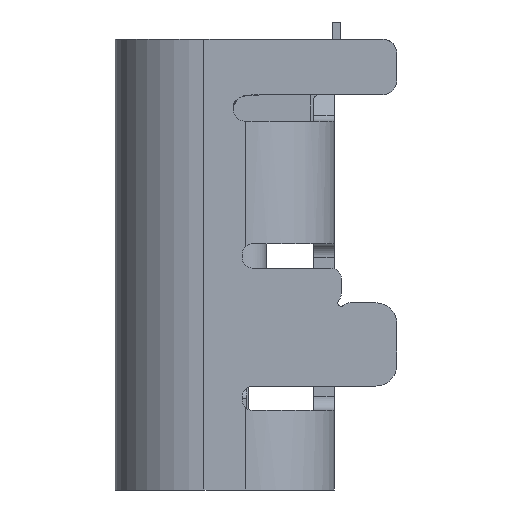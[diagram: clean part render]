
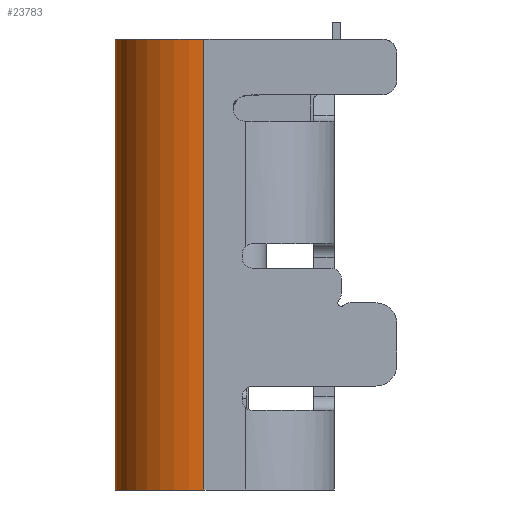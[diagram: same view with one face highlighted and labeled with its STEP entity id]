
A CAD part, left-side view. The second image highlights one B-rep face of the part: STEP entity #23783.
In plain terms, the highlighted cylindrical face has radius 1.28 mm (diameter 2.56 mm), a partial arc.
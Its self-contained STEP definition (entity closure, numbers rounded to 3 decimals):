
#1197 = EDGE_CURVE ( 'NONE', #6582, #31931, #14305, .T. ) ;
#1974 = EDGE_LOOP ( 'NONE', ( #25920, #28329, #9069, #26157 ) ) ;
#3463 = EDGE_CURVE ( 'NONE', #25719, #31931, #14473, .T. ) ;
#4834 = DIRECTION ( 'NONE',  ( 0., 0., -1. ) ) ;
#6056 = DIRECTION ( 'NONE',  ( 0., 0., 1. ) ) ;
#6216 = CARTESIAN_POINT ( 'NONE',  ( -3.19, 0.295, -4.208 ) ) ;
#6582 = VERTEX_POINT ( 'NONE', #8039 ) ;
#7047 = CARTESIAN_POINT ( 'NONE',  ( -4.47, 0.295, -10.708 ) ) ;
#8039 = CARTESIAN_POINT ( 'NONE',  ( -4.47, 0.295, -10.708 ) ) ;
#8559 = CARTESIAN_POINT ( 'NONE',  ( -3.19, 1.575, -10.708 ) ) ;
#8629 = CARTESIAN_POINT ( 'NONE',  ( -3.19, 0.295, -10.708 ) ) ;
#8705 = DIRECTION ( 'NONE',  ( 0., 1., 0. ) ) ;
#9069 = ORIENTED_EDGE ( 'NONE', *, *, #1197, .F. ) ;
#9488 = CARTESIAN_POINT ( 'NONE',  ( -3.19, 1.575, -4.208 ) ) ;
#10483 = VECTOR ( 'NONE', #27304, 1000. ) ;
#12198 = VERTEX_POINT ( 'NONE', #25475 ) ;
#12978 = EDGE_CURVE ( 'NONE', #6582, #12198, #29826, .T. ) ;
#14035 = CARTESIAN_POINT ( 'NONE',  ( -3.19, 1.575, -4.208 ) ) ;
#14276 = DIRECTION ( 'NONE',  ( 0., 0., -1. ) ) ;
#14305 = CIRCLE ( 'NONE', #32901, 1.28 ) ;
#14473 = LINE ( 'NONE', #9488, #25021 ) ;
#14583 = DIRECTION ( 'NONE',  ( -1., 0., 0. ) ) ;
#16453 = FACE_OUTER_BOUND ( 'NONE', #1974, .T. ) ;
#17085 = CIRCLE ( 'NONE', #17605, 1.28 ) ;
#17481 = EDGE_CURVE ( 'NONE', #25719, #12198, #17085, .T. ) ;
#17605 = AXIS2_PLACEMENT_3D ( 'NONE', #6216, #6056, #8705 ) ;
#23741 = DIRECTION ( 'NONE',  ( -1., 0., 0. ) ) ;
#23783 = ADVANCED_FACE ( 'NONE', ( #16453 ), #26576, .T. ) ;
#24226 = AXIS2_PLACEMENT_3D ( 'NONE', #29408, #14276, #14583 ) ;
#25021 = VECTOR ( 'NONE', #4834, 1000. ) ;
#25475 = CARTESIAN_POINT ( 'NONE',  ( -4.47, 0.295, -4.208 ) ) ;
#25719 = VERTEX_POINT ( 'NONE', #14035 ) ;
#25920 = ORIENTED_EDGE ( 'NONE', *, *, #17481, .F. ) ;
#26157 = ORIENTED_EDGE ( 'NONE', *, *, #12978, .T. ) ;
#26405 = DIRECTION ( 'NONE',  ( 0., 0., -1. ) ) ;
#26576 = CYLINDRICAL_SURFACE ( 'NONE', #24226, 1.28 ) ;
#27304 = DIRECTION ( 'NONE',  ( 0., 0., 1. ) ) ;
#28329 = ORIENTED_EDGE ( 'NONE', *, *, #3463, .T. ) ;
#29408 = CARTESIAN_POINT ( 'NONE',  ( -3.19, 0.295, -9.208 ) ) ;
#29826 = LINE ( 'NONE', #7047, #10483 ) ;
#31931 = VERTEX_POINT ( 'NONE', #8559 ) ;
#32901 = AXIS2_PLACEMENT_3D ( 'NONE', #8629, #26405, #23741 ) ;
